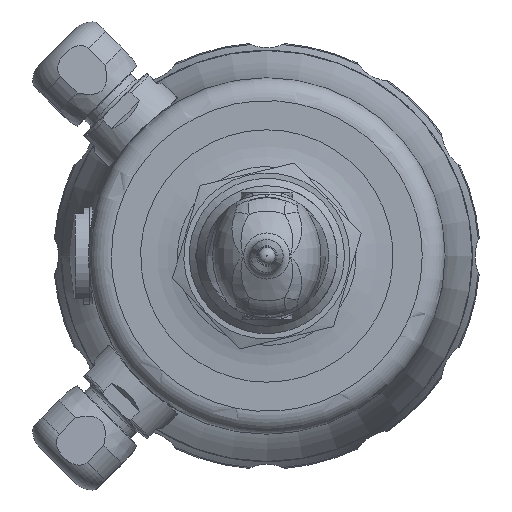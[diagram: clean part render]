
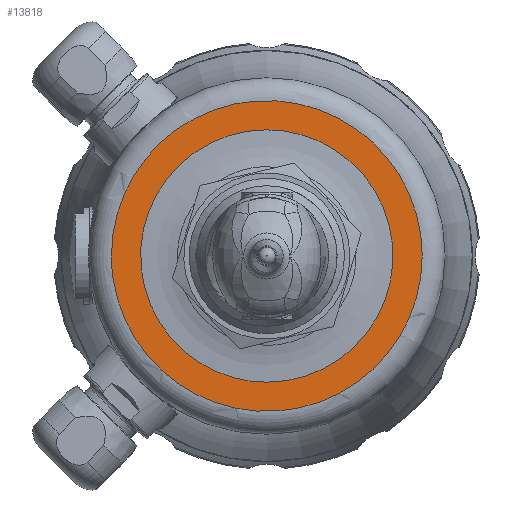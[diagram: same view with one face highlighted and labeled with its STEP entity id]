
A CAD part, left-side view. The second image highlights one B-rep face of the part: STEP entity #13818.
In plain terms, the highlighted planar face has unit normal (-1, 0, 0).
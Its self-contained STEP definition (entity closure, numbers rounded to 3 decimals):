
#146=(
BOUNDED_CURVE()
B_SPLINE_CURVE(3,(#21365,#21366,#21367,#21368,#21369,#21370,#21371,#21372,
#21373,#21374,#21375,#21376,#21377,#21378,#21379,#21380,#21381,#21382,#21383,
#21384,#21385,#21386,#21387,#21388),.UNSPECIFIED.,.F.,.F.)
B_SPLINE_CURVE_WITH_KNOTS((4,1,1,1,1,1,1,1,1,1,1,1,1,1,1,1,1,1,1,1,1,4),
(0.,0.047,0.094,0.142,0.19,
0.238,0.285,0.333,0.381,
0.428,0.476,0.524,0.572,0.619,
0.667,0.715,0.762,0.81,
0.858,0.906,0.953,1.),.UNSPECIFIED.)
CURVE()
GEOMETRIC_REPRESENTATION_ITEM()
RATIONAL_B_SPLINE_CURVE((1.,1.,1.,1.,1.,1.,1.,1.,1.,1.,1.,1.,1.,1.,1.,1.,
1.,1.,1.,1.,1.,1.,1.,1.))
REPRESENTATION_ITEM('')
);
#147=(
BOUNDED_CURVE()
B_SPLINE_CURVE(3,(#21391,#21392,#21393,#21394,#21395,#21396,#21397,#21398,
#21399,#21400,#21401,#21402,#21403,#21404,#21405,#21406,#21407,#21408,#21409,
#21410,#21411,#21412,#21413,#21414),.UNSPECIFIED.,.F.,.F.)
B_SPLINE_CURVE_WITH_KNOTS((4,1,1,1,1,1,1,1,1,1,1,1,1,1,1,1,1,1,1,1,1,4),
(0.,0.047,0.094,0.142,0.19,
0.238,0.285,0.333,0.381,
0.428,0.476,0.524,0.572,0.619,
0.667,0.715,0.762,0.81,
0.858,0.906,0.953,1.),.UNSPECIFIED.)
CURVE()
GEOMETRIC_REPRESENTATION_ITEM()
RATIONAL_B_SPLINE_CURVE((1.,1.,1.,1.,1.,1.,1.,1.,1.,1.,1.,1.,1.,1.,1.,1.,
1.,1.,1.,1.,1.,1.,1.,1.))
REPRESENTATION_ITEM('')
);
#148=(
BOUNDED_CURVE()
B_SPLINE_CURVE(3,(#21415,#21416,#21417,#21418,#21419,#21420,#21421,#21422,
#21423,#21424,#21425,#21426,#21427,#21428,#21429,#21430,#21431,#21432,#21433,
#21434,#21435,#21436,#21437,#21438,#21439),.UNSPECIFIED.,.F.,.F.)
B_SPLINE_CURVE_WITH_KNOTS((4,1,1,1,1,1,1,1,1,1,1,1,1,1,1,1,1,1,1,1,1,1,
4),(0.,0.045,0.091,0.136,0.182,
0.227,0.273,0.318,0.364,
0.409,0.455,0.5,0.545,
0.591,0.636,0.682,0.727,
0.773,0.818,0.864,0.909,
0.955,1.),.UNSPECIFIED.)
CURVE()
GEOMETRIC_REPRESENTATION_ITEM()
RATIONAL_B_SPLINE_CURVE((1.,1.,1.,1.,1.,1.,1.,1.,1.,1.,1.,1.,1.,1.,1.,1.,
1.,1.,1.,1.,1.,1.,1.,1.,1.))
REPRESENTATION_ITEM('')
);
#149=(
BOUNDED_CURVE()
B_SPLINE_CURVE(3,(#21442,#21443,#21444,#21445,#21446,#21447,#21448,#21449,
#21450,#21451,#21452,#21453,#21454,#21455,#21456,#21457,#21458,#21459,#21460,
#21461,#21462,#21463,#21464,#21465,#21466),.UNSPECIFIED.,.F.,.F.)
B_SPLINE_CURVE_WITH_KNOTS((4,1,1,1,1,1,1,1,1,1,1,1,1,1,1,1,1,1,1,1,1,1,
4),(0.,0.045,0.091,0.136,0.182,
0.227,0.273,0.318,0.364,
0.409,0.455,0.5,0.545,
0.591,0.636,0.682,0.727,
0.773,0.818,0.864,0.909,
0.955,1.),.UNSPECIFIED.)
CURVE()
GEOMETRIC_REPRESENTATION_ITEM()
RATIONAL_B_SPLINE_CURVE((1.,1.,1.,1.,1.,1.,1.,1.,1.,1.,1.,1.,1.,1.,1.,1.,
1.,1.,1.,1.,1.,1.,1.,1.,1.))
REPRESENTATION_ITEM('')
);
#2920=ORIENTED_EDGE('',*,*,#5019,.F.);
#2921=ORIENTED_EDGE('',*,*,#5020,.F.);
#2922=ORIENTED_EDGE('',*,*,#5021,.F.);
#2923=ORIENTED_EDGE('',*,*,#5022,.F.);
#5019=EDGE_CURVE('',#6195,#6196,#146,.T.);
#5020=EDGE_CURVE('',#6196,#6195,#147,.T.);
#5021=EDGE_CURVE('',#6197,#6198,#148,.T.);
#5022=EDGE_CURVE('',#6198,#6197,#149,.T.);
#6195=VERTEX_POINT('',#21389);
#6196=VERTEX_POINT('',#21390);
#6197=VERTEX_POINT('',#21440);
#6198=VERTEX_POINT('',#21441);
#7664=EDGE_LOOP('',(#2920,#2921));
#7665=EDGE_LOOP('',(#2922,#2923));
#8508=FACE_BOUND('',#7664,.T.);
#8509=FACE_BOUND('',#7665,.T.);
#9038=PLANE('',#14702);
#13818=ADVANCED_FACE('',(#8508,#8509),#9038,.F.);
#14702=AXIS2_PLACEMENT_3D('',#21364,#16592,#16593);
#16592=DIRECTION('',(1.,0.,0.));
#16593=DIRECTION('',(0.,-1.,0.));
#21364=CARTESIAN_POINT('',(-19.,-87.4,0.));
#21365=CARTESIAN_POINT('',(-19.,-87.4,-27.018));
#21366=CARTESIAN_POINT('',(-19.,-88.728,-27.017));
#21367=CARTESIAN_POINT('',(-19.,-91.375,-26.823));
#21368=CARTESIAN_POINT('',(-19.,-95.31,-25.94));
#21369=CARTESIAN_POINT('',(-19.,-99.099,-24.467));
#21370=CARTESIAN_POINT('',(-19.,-102.633,-22.437));
#21371=CARTESIAN_POINT('',(-19.,-105.816,-19.906));
#21372=CARTESIAN_POINT('',(-19.,-108.581,-16.935));
#21373=CARTESIAN_POINT('',(-19.,-110.871,-13.585));
#21374=CARTESIAN_POINT('',(-19.,-112.637,-9.927));
#21375=CARTESIAN_POINT('',(-19.,-113.837,-6.045));
#21376=CARTESIAN_POINT('',(-19.,-114.443,-2.029));
#21377=CARTESIAN_POINT('',(-19.,-114.443,2.032));
#21378=CARTESIAN_POINT('',(-19.,-113.836,6.048));
#21379=CARTESIAN_POINT('',(-19.,-112.636,9.93));
#21380=CARTESIAN_POINT('',(-19.,-110.869,13.588));
#21381=CARTESIAN_POINT('',(-19.,-108.579,16.938));
#21382=CARTESIAN_POINT('',(-19.,-105.814,19.909));
#21383=CARTESIAN_POINT('',(-19.,-102.63,22.439));
#21384=CARTESIAN_POINT('',(-19.,-99.095,24.468));
#21385=CARTESIAN_POINT('',(-19.,-95.307,25.941));
#21386=CARTESIAN_POINT('',(-19.,-91.373,26.823));
#21387=CARTESIAN_POINT('',(-19.,-88.727,27.017));
#21388=CARTESIAN_POINT('',(-19.,-87.4,27.018));
#21389=CARTESIAN_POINT('',(-19.,-87.4,-27.018));
#21390=CARTESIAN_POINT('',(-19.,-87.4,27.018));
#21391=CARTESIAN_POINT('',(-19.,-87.4,27.018));
#21392=CARTESIAN_POINT('',(-19.,-86.072,27.017));
#21393=CARTESIAN_POINT('',(-19.,-83.425,26.823));
#21394=CARTESIAN_POINT('',(-19.,-79.49,25.94));
#21395=CARTESIAN_POINT('',(-19.,-75.701,24.467));
#21396=CARTESIAN_POINT('',(-19.,-72.167,22.437));
#21397=CARTESIAN_POINT('',(-19.,-68.984,19.906));
#21398=CARTESIAN_POINT('',(-19.,-66.219,16.935));
#21399=CARTESIAN_POINT('',(-19.,-63.929,13.585));
#21400=CARTESIAN_POINT('',(-19.,-62.163,9.927));
#21401=CARTESIAN_POINT('',(-19.,-60.963,6.045));
#21402=CARTESIAN_POINT('',(-19.,-60.357,2.029));
#21403=CARTESIAN_POINT('',(-19.,-60.357,-2.032));
#21404=CARTESIAN_POINT('',(-19.,-60.964,-6.048));
#21405=CARTESIAN_POINT('',(-19.,-62.164,-9.93));
#21406=CARTESIAN_POINT('',(-19.,-63.931,-13.588));
#21407=CARTESIAN_POINT('',(-19.,-66.221,-16.938));
#21408=CARTESIAN_POINT('',(-19.,-68.986,-19.909));
#21409=CARTESIAN_POINT('',(-19.,-72.17,-22.439));
#21410=CARTESIAN_POINT('',(-19.,-75.705,-24.468));
#21411=CARTESIAN_POINT('',(-19.,-79.493,-25.941));
#21412=CARTESIAN_POINT('',(-19.,-83.427,-26.823));
#21413=CARTESIAN_POINT('',(-19.,-86.073,-27.017));
#21414=CARTESIAN_POINT('',(-19.,-87.4,-27.018));
#21415=CARTESIAN_POINT('',(-19.,-54.134,0.));
#21416=CARTESIAN_POINT('',(-19.,-54.135,1.589));
#21417=CARTESIAN_POINT('',(-19.,-54.358,4.732));
#21418=CARTESIAN_POINT('',(-19.,-55.367,9.386));
#21419=CARTESIAN_POINT('',(-19.,-57.028,13.848));
#21420=CARTESIAN_POINT('',(-19.,-59.309,18.032));
#21421=CARTESIAN_POINT('',(-19.,-62.163,21.848));
#21422=CARTESIAN_POINT('',(-19.,-65.531,25.219));
#21423=CARTESIAN_POINT('',(-19.,-69.345,28.076));
#21424=CARTESIAN_POINT('',(-19.,-73.527,30.36));
#21425=CARTESIAN_POINT('',(-19.,-77.991,32.026));
#21426=CARTESIAN_POINT('',(-19.,-82.647,33.04));
#21427=CARTESIAN_POINT('',(-19.,-87.4,33.38));
#21428=CARTESIAN_POINT('',(-19.,-92.153,33.04));
#21429=CARTESIAN_POINT('',(-19.,-96.809,32.026));
#21430=CARTESIAN_POINT('',(-19.,-101.273,30.36));
#21431=CARTESIAN_POINT('',(-19.,-105.455,28.075));
#21432=CARTESIAN_POINT('',(-19.,-109.269,25.219));
#21433=CARTESIAN_POINT('',(-19.,-112.637,21.848));
#21434=CARTESIAN_POINT('',(-19.,-115.491,18.032));
#21435=CARTESIAN_POINT('',(-19.,-117.772,13.848));
#21436=CARTESIAN_POINT('',(-19.,-119.433,9.386));
#21437=CARTESIAN_POINT('',(-19.,-120.442,4.732));
#21438=CARTESIAN_POINT('',(-19.,-120.665,1.589));
#21439=CARTESIAN_POINT('',(-19.,-120.666,0.));
#21440=CARTESIAN_POINT('',(-19.,-54.134,0.));
#21441=CARTESIAN_POINT('',(-19.,-120.666,0.));
#21442=CARTESIAN_POINT('',(-19.,-120.666,0.));
#21443=CARTESIAN_POINT('',(-19.,-120.665,-1.589));
#21444=CARTESIAN_POINT('',(-19.,-120.442,-4.732));
#21445=CARTESIAN_POINT('',(-19.,-119.433,-9.386));
#21446=CARTESIAN_POINT('',(-19.,-117.772,-13.848));
#21447=CARTESIAN_POINT('',(-19.,-115.491,-18.032));
#21448=CARTESIAN_POINT('',(-19.,-112.637,-21.848));
#21449=CARTESIAN_POINT('',(-19.,-109.269,-25.219));
#21450=CARTESIAN_POINT('',(-19.,-105.455,-28.076));
#21451=CARTESIAN_POINT('',(-19.,-101.273,-30.36));
#21452=CARTESIAN_POINT('',(-19.,-96.809,-32.026));
#21453=CARTESIAN_POINT('',(-19.,-92.153,-33.04));
#21454=CARTESIAN_POINT('',(-19.,-87.4,-33.38));
#21455=CARTESIAN_POINT('',(-19.,-82.647,-33.04));
#21456=CARTESIAN_POINT('',(-19.,-77.991,-32.026));
#21457=CARTESIAN_POINT('',(-19.,-73.527,-30.36));
#21458=CARTESIAN_POINT('',(-19.,-69.345,-28.075));
#21459=CARTESIAN_POINT('',(-19.,-65.531,-25.219));
#21460=CARTESIAN_POINT('',(-19.,-62.163,-21.848));
#21461=CARTESIAN_POINT('',(-19.,-59.309,-18.032));
#21462=CARTESIAN_POINT('',(-19.,-57.028,-13.848));
#21463=CARTESIAN_POINT('',(-19.,-55.367,-9.386));
#21464=CARTESIAN_POINT('',(-19.,-54.358,-4.732));
#21465=CARTESIAN_POINT('',(-19.,-54.135,-1.589));
#21466=CARTESIAN_POINT('',(-19.,-54.134,0.));
